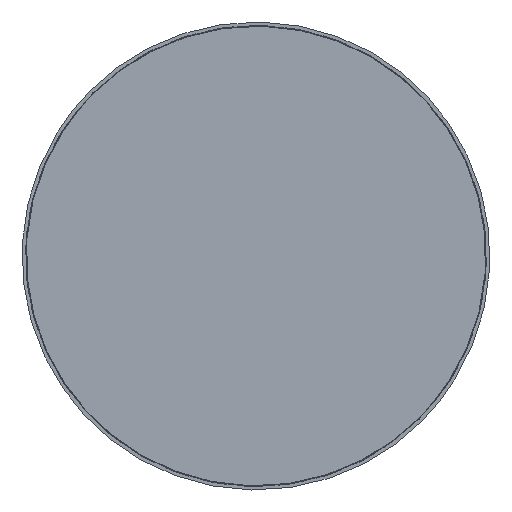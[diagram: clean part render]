
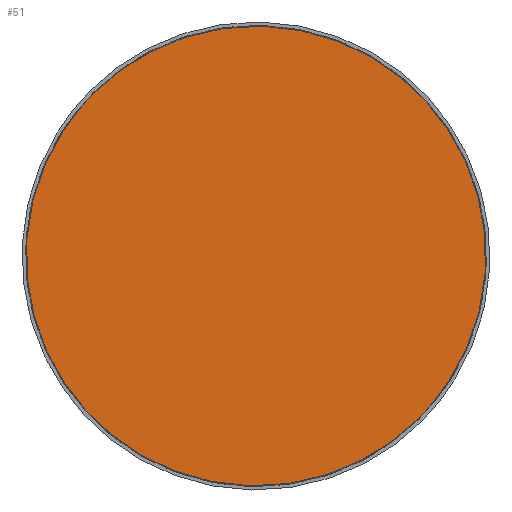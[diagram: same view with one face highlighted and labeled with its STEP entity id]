
A CAD part, top view. The second image highlights one B-rep face of the part: STEP entity #51.
In plain terms, the highlighted planar face has unit normal (0, 0, 1).
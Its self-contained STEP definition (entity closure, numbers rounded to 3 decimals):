
#51=ADVANCED_FACE($,(#199),#1632,.T.);
#199=FACE_OUTER_BOUND($,#347,.T.);
#347=EDGE_LOOP($,(#510,#511));
#510=ORIENTED_EDGE($,*,*,#1137,.F.);
#511=ORIENTED_EDGE($,*,*,#1134,.F.);
#1134=EDGE_CURVE($,#1447,#1449,#1916,.T.);
#1137=EDGE_CURVE($,#1449,#1447,#1918,.T.);
#1447=VERTEX_POINT($,#2266);
#1449=VERTEX_POINT($,#2268);
#1632=PLANE($,#2179);
#1916=(
BOUNDED_CURVE()
B_SPLINE_CURVE(2,(#2226,#2227,#2228,#2229,#2230),.UNSPECIFIED.,.F.,.F.)
B_SPLINE_CURVE_WITH_KNOTS((3,2,3),(-771.261,-578.446,-385.63),
.UNSPECIFIED.)
CURVE()
GEOMETRIC_REPRESENTATION_ITEM()
RATIONAL_B_SPLINE_CURVE((1.,0.707,1.,0.707,1.))
REPRESENTATION_ITEM($)
);
#1918=(
BOUNDED_CURVE()
B_SPLINE_CURVE(2,(#2238,#2239,#2240,#2241,#2242),.UNSPECIFIED.,.F.,.F.)
B_SPLINE_CURVE_WITH_KNOTS((3,2,3),(-385.63,-192.815,0.),
.UNSPECIFIED.)
CURVE()
GEOMETRIC_REPRESENTATION_ITEM()
RATIONAL_B_SPLINE_CURVE((1.,0.707,1.,0.707,1.))
REPRESENTATION_ITEM($)
);
#2179=AXIS2_PLACEMENT_3D($,#2254,#2199,$);
#2199=DIRECTION($,(0.,0.,1.));
#2226=CARTESIAN_POINT($,(86.797,-86.797,418.843));
#2227=CARTESIAN_POINT($,(0.,-173.595,418.843));
#2228=CARTESIAN_POINT($,(-86.797,-86.797,418.843));
#2229=CARTESIAN_POINT($,(-173.595,0.,418.843));
#2230=CARTESIAN_POINT($,(-86.797,86.797,418.843));
#2238=CARTESIAN_POINT($,(-86.797,86.797,418.843));
#2239=CARTESIAN_POINT($,(0.,173.595,418.843));
#2240=CARTESIAN_POINT($,(86.797,86.797,418.843));
#2241=CARTESIAN_POINT($,(173.595,0.,418.843));
#2242=CARTESIAN_POINT($,(86.797,-86.797,418.843));
#2254=CARTESIAN_POINT($,(-173.595,0.,418.843));
#2266=CARTESIAN_POINT($,(86.797,-86.797,418.843));
#2268=CARTESIAN_POINT($,(-86.797,86.797,418.843));
